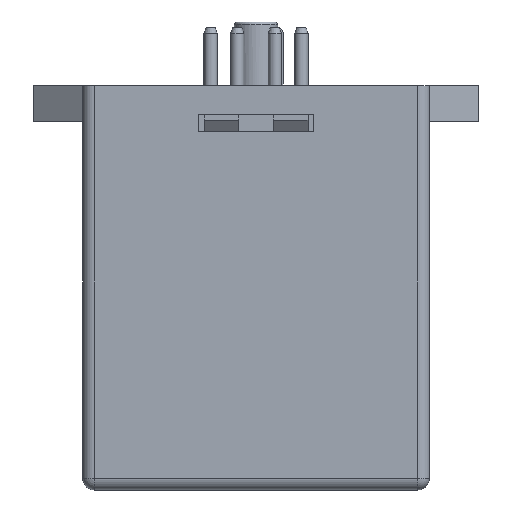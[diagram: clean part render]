
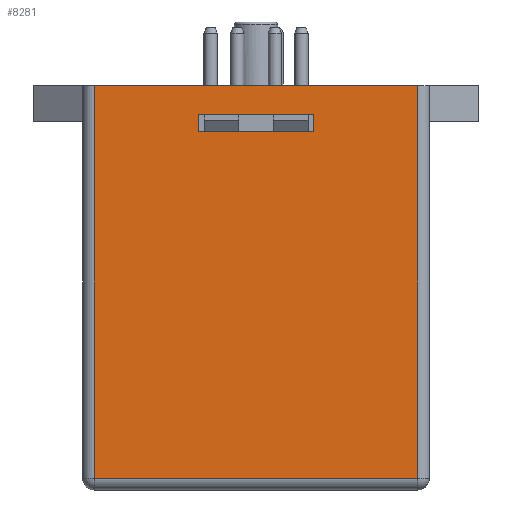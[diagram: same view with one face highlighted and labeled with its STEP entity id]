
A CAD part, front view. The second image highlights one B-rep face of the part: STEP entity #8281.
In plain terms, the highlighted planar face has unit normal (0, -1, 0).
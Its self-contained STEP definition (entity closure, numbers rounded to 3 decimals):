
#277 = CARTESIAN_POINT ( 'NONE',  ( -30., -25., 70. ) ) ;
#458 = LINE ( 'NONE', #7388, #2984 ) ;
#481 = VERTEX_POINT ( 'NONE', #6838 ) ;
#699 = CARTESIAN_POINT ( 'NONE',  ( -30., -25., 62. ) ) ;
#733 = LINE ( 'NONE', #3066, #7750 ) ;
#829 = LINE ( 'NONE', #1729, #1494 ) ;
#896 = CARTESIAN_POINT ( 'NONE',  ( -30., -25., 70. ) ) ;
#912 = VERTEX_POINT ( 'NONE', #7022 ) ;
#936 = DIRECTION ( 'NONE',  ( 1., 0., 0. ) ) ;
#940 = DIRECTION ( 'NONE',  ( 1., 0., 0. ) ) ;
#989 = ORIENTED_EDGE ( 'NONE', *, *, #6354, .T. ) ;
#1085 = VERTEX_POINT ( 'NONE', #4989 ) ;
#1122 = ORIENTED_EDGE ( 'NONE', *, *, #8666, .T. ) ;
#1132 = VERTEX_POINT ( 'NONE', #7199 ) ;
#1229 = LINE ( 'NONE', #8439, #2388 ) ;
#1356 = CARTESIAN_POINT ( 'NONE',  ( -30., -25., 65. ) ) ;
#1494 = VECTOR ( 'NONE', #8525, 1000. ) ;
#1497 = CARTESIAN_POINT ( 'NONE',  ( 28., -25., 70. ) ) ;
#1607 = EDGE_LOOP ( 'NONE', ( #3640, #7405, #2229, #7776 ) ) ;
#1729 = CARTESIAN_POINT ( 'NONE',  ( -28., -25., 70. ) ) ;
#2101 = EDGE_CURVE ( 'NONE', #3117, #6060, #4562, .T. ) ;
#2215 = FACE_OUTER_BOUND ( 'NONE', #1607, .T. ) ;
#2229 = ORIENTED_EDGE ( 'NONE', *, *, #8403, .F. ) ;
#2366 = LINE ( 'NONE', #699, #2587 ) ;
#2388 = VECTOR ( 'NONE', #6361, 1000. ) ;
#2521 = ORIENTED_EDGE ( 'NONE', *, *, #2607, .T. ) ;
#2587 = VECTOR ( 'NONE', #4755, 1000. ) ;
#2607 = EDGE_CURVE ( 'NONE', #912, #3117, #458, .T. ) ;
#2899 = FACE_BOUND ( 'NONE', #4584, .T. ) ;
#2984 = VECTOR ( 'NONE', #4014, 1000. ) ;
#3066 = CARTESIAN_POINT ( 'NONE',  ( -30., -25., 2. ) ) ;
#3089 = CARTESIAN_POINT ( 'NONE',  ( -28., -25., 2. ) ) ;
#3117 = VERTEX_POINT ( 'NONE', #7443 ) ;
#3359 = DIRECTION ( 'NONE',  ( 0., 0., 1. ) ) ;
#3640 = ORIENTED_EDGE ( 'NONE', *, *, #5653, .T. ) ;
#3693 = VECTOR ( 'NONE', #936, 1000. ) ;
#4014 = DIRECTION ( 'NONE',  ( 0., 0., 1. ) ) ;
#4024 = VECTOR ( 'NONE', #3359, 1000. ) ;
#4073 = AXIS2_PLACEMENT_3D ( 'NONE', #896, #8446, #5221 ) ;
#4167 = VERTEX_POINT ( 'NONE', #5141 ) ;
#4280 = DIRECTION ( 'NONE',  ( 1., 0., 0. ) ) ;
#4562 = LINE ( 'NONE', #1356, #8651 ) ;
#4584 = EDGE_LOOP ( 'NONE', ( #1122, #2521, #8658, #989 ) ) ;
#4643 = EDGE_CURVE ( 'NONE', #481, #1085, #7752, .T. ) ;
#4755 = DIRECTION ( 'NONE',  ( -1., 0., 0. ) ) ;
#4989 = CARTESIAN_POINT ( 'NONE',  ( 28., -25., 70. ) ) ;
#5141 = CARTESIAN_POINT ( 'NONE',  ( 10., -25., 62. ) ) ;
#5221 = DIRECTION ( 'NONE',  ( 0., 0., 1. ) ) ;
#5653 = EDGE_CURVE ( 'NONE', #7419, #481, #733, .T. ) ;
#6060 = VERTEX_POINT ( 'NONE', #7038 ) ;
#6192 = EDGE_CURVE ( 'NONE', #1132, #7419, #829, .T. ) ;
#6354 = EDGE_CURVE ( 'NONE', #6060, #4167, #1229, .T. ) ;
#6361 = DIRECTION ( 'NONE',  ( 0., 0., -1. ) ) ;
#6838 = CARTESIAN_POINT ( 'NONE',  ( 28., -25., 2. ) ) ;
#7022 = CARTESIAN_POINT ( 'NONE',  ( -10., -25., 62. ) ) ;
#7038 = CARTESIAN_POINT ( 'NONE',  ( 10., -25., 65. ) ) ;
#7199 = CARTESIAN_POINT ( 'NONE',  ( -28., -25., 70. ) ) ;
#7388 = CARTESIAN_POINT ( 'NONE',  ( -10., -25., 70. ) ) ;
#7405 = ORIENTED_EDGE ( 'NONE', *, *, #4643, .T. ) ;
#7419 = VERTEX_POINT ( 'NONE', #3089 ) ;
#7443 = CARTESIAN_POINT ( 'NONE',  ( -10., -25., 65. ) ) ;
#7750 = VECTOR ( 'NONE', #4280, 1000. ) ;
#7752 = LINE ( 'NONE', #1497, #4024 ) ;
#7776 = ORIENTED_EDGE ( 'NONE', *, *, #6192, .T. ) ;
#8281 = ADVANCED_FACE ( 'NONE', ( #2899, #2215 ), #8657, .F. ) ;
#8403 = EDGE_CURVE ( 'NONE', #1132, #1085, #8501, .T. ) ;
#8439 = CARTESIAN_POINT ( 'NONE',  ( 10., -25., 70. ) ) ;
#8446 = DIRECTION ( 'NONE',  ( 0., 1., 0. ) ) ;
#8501 = LINE ( 'NONE', #277, #3693 ) ;
#8525 = DIRECTION ( 'NONE',  ( 0., 0., -1. ) ) ;
#8651 = VECTOR ( 'NONE', #940, 1000. ) ;
#8657 = PLANE ( 'NONE',  #4073 ) ;
#8658 = ORIENTED_EDGE ( 'NONE', *, *, #2101, .T. ) ;
#8666 = EDGE_CURVE ( 'NONE', #4167, #912, #2366, .T. ) ;
